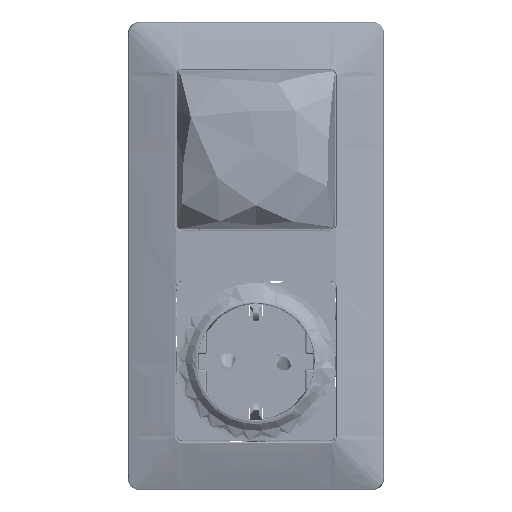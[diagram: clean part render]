
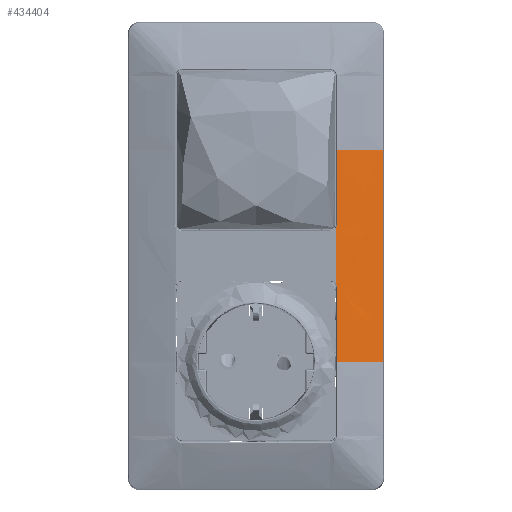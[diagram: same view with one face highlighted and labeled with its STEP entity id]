
A CAD part, top view. The second image highlights one B-rep face of the part: STEP entity #434404.
In plain terms, the highlighted face is a extrusion surface.
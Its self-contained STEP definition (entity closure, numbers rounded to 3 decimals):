
#432457=CARTESIAN_POINT('Control Point',(27.209,71.,9.715)) ;
#432458=CARTESIAN_POINT('Control Point',(30.404,71.,8.838)) ;
#432459=CARTESIAN_POINT('Control Point',(33.528,71.,7.936)) ;
#432460=CARTESIAN_POINT('Control Point',(36.437,71.,6.988)) ;
#432461=CARTESIAN_POINT('Control Point',(39.503,71.,5.923)) ;
#432462=CARTESIAN_POINT('Control Point',(42.55,71.,4.839)) ;
#432463=CARTESIAN_POINT('Vertex',(27.209,71.,9.715)) ;
#432465=CARTESIAN_POINT('Vertex',(42.55,71.,4.839)) ;
#433532=CARTESIAN_POINT('Control Point',(26.9,44.927,9.8)) ;
#433533=CARTESIAN_POINT('Control Point',(26.904,44.934,9.799)) ;
#433534=CARTESIAN_POINT('Control Point',(26.908,44.941,9.798)) ;
#433535=CARTESIAN_POINT('Control Point',(26.912,44.948,9.796)) ;
#433536=CARTESIAN_POINT('Control Point',(26.944,45.003,9.788)) ;
#433537=CARTESIAN_POINT('Control Point',(26.973,45.059,9.78)) ;
#433538=CARTESIAN_POINT('Control Point',(26.998,45.11,9.773)) ;
#433539=CARTESIAN_POINT('Control Point',(27.044,45.213,9.76)) ;
#433540=CARTESIAN_POINT('Control Point',(27.084,45.32,9.749)) ;
#433541=CARTESIAN_POINT('Control Point',(27.103,45.375,9.744)) ;
#433542=CARTESIAN_POINT('Control Point',(27.152,45.539,9.731)) ;
#433543=CARTESIAN_POINT('Control Point',(27.186,45.71,9.721)) ;
#433544=CARTESIAN_POINT('Control Point',(27.201,45.825,9.717)) ;
#433545=CARTESIAN_POINT('Control Point',(27.209,45.941,9.715)) ;
#433546=CARTESIAN_POINT('Control Point',(27.209,46.058,9.715)) ;
#433547=CARTESIAN_POINT('Vertex',(26.9,44.927,9.8)) ;
#433549=CARTESIAN_POINT('Vertex',(27.209,46.058,9.715)) ;
#433597=CARTESIAN_POINT('Line Origine',(27.209,45.86,9.715)) ;
#433713=CARTESIAN_POINT('Vertex',(42.55,0.,4.839)) ;
#433717=CARTESIAN_POINT('Control Point',(27.209,0.,9.715)) ;
#433718=CARTESIAN_POINT('Control Point',(30.404,0.,8.838)) ;
#433719=CARTESIAN_POINT('Control Point',(33.528,0.,7.936)) ;
#433720=CARTESIAN_POINT('Control Point',(36.437,0.,6.988)) ;
#433721=CARTESIAN_POINT('Control Point',(39.503,0.,5.923)) ;
#433722=CARTESIAN_POINT('Control Point',(42.55,0.,4.839)) ;
#433723=CARTESIAN_POINT('Vertex',(27.209,0.,9.715)) ;
#434359=CARTESIAN_POINT('Control Point',(26.9,0.,9.8)) ;
#434360=CARTESIAN_POINT('Control Point',(30.162,0.,8.908)) ;
#434361=CARTESIAN_POINT('Control Point',(33.36,0.,7.991)) ;
#434362=CARTESIAN_POINT('Control Point',(36.318,0.,7.029)) ;
#434363=CARTESIAN_POINT('Control Point',(39.444,0.,5.944)) ;
#434364=CARTESIAN_POINT('Control Point',(42.55,0.,4.839)) ;
#434368=CARTESIAN_POINT('Line Origine',(42.55,36.012,4.839)) ;
#434373=CARTESIAN_POINT('Line Origine',(26.9,36.012,9.8)) ;
#434377=CARTESIAN_POINT('Vertex',(26.9,26.073,9.8)) ;
#434381=CARTESIAN_POINT('Control Point',(26.9,26.073,9.8)) ;
#434382=CARTESIAN_POINT('Control Point',(27.044,25.83,9.761)) ;
#434383=CARTESIAN_POINT('Control Point',(27.153,25.552,9.731)) ;
#434384=CARTESIAN_POINT('Control Point',(27.209,25.247,9.715)) ;
#434385=CARTESIAN_POINT('Control Point',(27.209,24.943,9.715)) ;
#434386=CARTESIAN_POINT('Vertex',(27.209,24.943,9.715)) ;
#434389=CARTESIAN_POINT('Line Origine',(27.209,36.012,9.715)) ;
#433598=DIRECTION('Vector Direction',(0.,-1.,0.)) ;
#434365=DIRECTION('Vector Direction',(0.,1.,0.)) ;
#434369=DIRECTION('Vector Direction',(0.,1.,0.)) ;
#434374=DIRECTION('Vector Direction',(0.,1.,0.)) ;
#434390=DIRECTION('Vector Direction',(0.,1.,0.)) ;
#433599=VECTOR('Line Direction',#433598,1.) ;
#434366=VECTOR('Extrusion Surface Vector',#434365,1.) ;
#434370=VECTOR('Line Direction',#434369,1.) ;
#434375=VECTOR('Line Direction',#434374,1.) ;
#434391=VECTOR('Line Direction',#434390,1.) ;
#434395=ORIENTED_EDGE('',*,*,#433725,.T.) ;
#434396=ORIENTED_EDGE('',*,*,#434372,.T.) ;
#434397=ORIENTED_EDGE('',*,*,#432467,.F.) ;
#434398=ORIENTED_EDGE('',*,*,#433601,.F.) ;
#434399=ORIENTED_EDGE('',*,*,#433551,.F.) ;
#434400=ORIENTED_EDGE('',*,*,#434379,.F.) ;
#434401=ORIENTED_EDGE('',*,*,#434388,.T.) ;
#434402=ORIENTED_EDGE('',*,*,#434393,.T.) ;
#434404=ADVANCED_FACE('T001125_A .1\\ED04020_A.1\\PartBody',(#434403),#434367,.T.) ;
#432456=B_SPLINE_CURVE_WITH_KNOTS('',5,(#432457,#432458,#432459,#432460,#432461,#432462),.UNSPECIFIED.,.F.,.U.,(6,6),(0.447,23.568),.UNSPECIFIED.) ;
#433531=B_SPLINE_CURVE_WITH_KNOTS('',5,(#433532,#433533,#433534,#433535,#433536,#433537,#433538,#433539,#433540,#433541,#433542,#433543,#433544,#433545,#433546),.UNSPECIFIED.,.F.,.U.,(6,3,3,3,6),(6.797,6.855,7.256,7.656,8.44),.UNSPECIFIED.) ;
#433716=B_SPLINE_CURVE_WITH_KNOTS('',5,(#433717,#433718,#433719,#433720,#433721,#433722),.UNSPECIFIED.,.F.,.U.,(6,6),(0.447,23.568),.UNSPECIFIED.) ;
#434358=B_SPLINE_CURVE_WITH_KNOTS('',5,(#434359,#434360,#434361,#434362,#434363,#434364),.UNSPECIFIED.,.F.,.U.,(6,6),(0.,23.568),.UNSPECIFIED.) ;
#434380=B_SPLINE_CURVE_WITH_KNOTS('',4,(#434381,#434382,#434383,#434384,#434385),.UNSPECIFIED.,.F.,.U.,(5,5),(6.796,8.439),.UNSPECIFIED.) ;
#432467=EDGE_CURVE('',#432464,#432466,#432456,.T.) ;
#433551=EDGE_CURVE('',#433548,#433550,#433531,.T.) ;
#433601=EDGE_CURVE('',#433550,#432464,#433600,.F.) ;
#433725=EDGE_CURVE('',#433724,#433714,#433716,.T.) ;
#434372=EDGE_CURVE('',#433714,#432466,#434371,.T.) ;
#434379=EDGE_CURVE('',#434378,#433548,#434376,.T.) ;
#434388=EDGE_CURVE('',#434378,#434387,#434380,.T.) ;
#434393=EDGE_CURVE('',#434387,#433724,#434392,.F.) ;
#434394=EDGE_LOOP('',(#434395,#434396,#434397,#434398,#434399,#434400,#434401,#434402)) ;
#434403=FACE_OUTER_BOUND('',#434394,.T.) ;
#433600=LINE('Line',#433597,#433599) ;
#434371=LINE('Line',#434368,#434370) ;
#434376=LINE('Line',#434373,#434375) ;
#434392=LINE('Line',#434389,#434391) ;
#434367=SURFACE_OF_LINEAR_EXTRUSION('generated tabulated cylinder',#434358,#434366) ;
#432464=VERTEX_POINT('',#432463) ;
#432466=VERTEX_POINT('',#432465) ;
#433548=VERTEX_POINT('',#433547) ;
#433550=VERTEX_POINT('',#433549) ;
#433714=VERTEX_POINT('',#433713) ;
#433724=VERTEX_POINT('',#433723) ;
#434378=VERTEX_POINT('',#434377) ;
#434387=VERTEX_POINT('',#434386) ;
